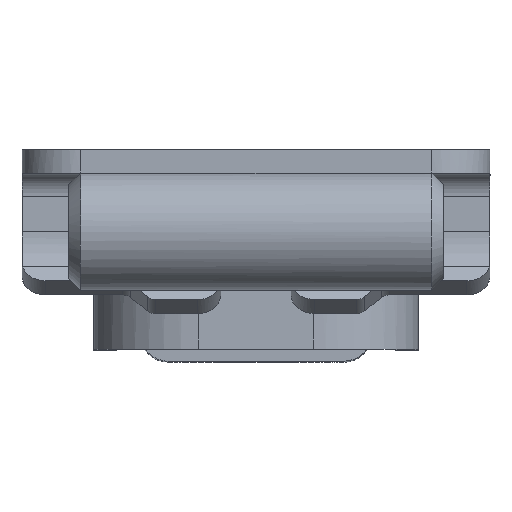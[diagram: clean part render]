
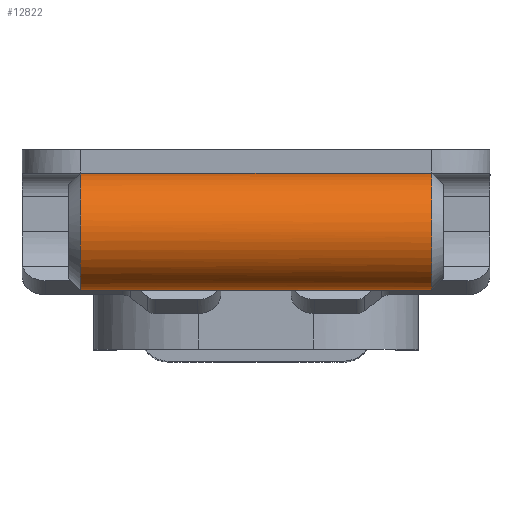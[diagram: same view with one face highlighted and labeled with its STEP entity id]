
A CAD part, top view. The second image highlights one B-rep face of the part: STEP entity #12822.
In plain terms, the highlighted free-form (B-spline) face has degree [2, 1] with [7, 2] control points.
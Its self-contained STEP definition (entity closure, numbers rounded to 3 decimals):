
#12554=CARTESIAN_POINT('',(15.,-12.,49.544));
#12555=VERTEX_POINT('',#12554);
#12563=CARTESIAN_POINT('',(15.,-2.,49.456));
#12564=VERTEX_POINT('',#12563);
#12570=CARTESIAN_POINT('',(15.,-7.0,54.5));
#12571=VERTEX_POINT('',#12570);
#12572=CARTESIAN_POINT('',(15.,-7.0,54.5));
#12573=CARTESIAN_POINT('',(15.,-2.,54.5));
#12574=CARTESIAN_POINT('',(15.,-2.,49.5));
#12575=CARTESIAN_POINT('',(15.,-2.,49.478));
#12576=CARTESIAN_POINT('',(15.,-2.,49.456));
#12584=(BOUNDED_CURVE()B_SPLINE_CURVE(2,(#12572,#12573,#12574,#12575,#12576),.UNSPECIFIED.,.F.,.U.)B_SPLINE_CURVE_WITH_KNOTS((3,2,3),(0.5,0.75,0.752),.UNSPECIFIED.)CURVE()GEOMETRIC_REPRESENTATION_ITEM()RATIONAL_B_SPLINE_CURVE((1.0,0.707,1.0,0.998,0.996))REPRESENTATION_ITEM(''));
#12585=EDGE_CURVE('',#12571,#12564,#12584,.T.);
#12587=CARTESIAN_POINT('',(15.,-12.,49.544));
#12588=CARTESIAN_POINT('',(15.,-11.957,54.5));
#12589=CARTESIAN_POINT('',(15.,-7.0,54.5));
#12597=(BOUNDED_CURVE()B_SPLINE_CURVE(2,(#12587,#12588,#12589),.UNSPECIFIED.,.F.,.U.)B_SPLINE_CURVE_WITH_KNOTS((3,3),(0.252,0.5),.UNSPECIFIED.)CURVE()GEOMETRIC_REPRESENTATION_ITEM()RATIONAL_B_SPLINE_CURVE((0.996,0.709,1.0))REPRESENTATION_ITEM(''));
#12598=EDGE_CURVE('',#12555,#12571,#12597,.T.);
#12682=CARTESIAN_POINT('',(-15.,-12.,49.478));
#12683=VERTEX_POINT('',#12682);
#12689=CARTESIAN_POINT('',(-15.,-7.0,54.5));
#12690=VERTEX_POINT('',#12689);
#12691=CARTESIAN_POINT('',(-15.,-7.0,54.5));
#12692=CARTESIAN_POINT('',(-15.,-11.956,54.467));
#12693=CARTESIAN_POINT('',(-15.,-12.,49.478));
#12701=(BOUNDED_CURVE()B_SPLINE_CURVE(2,(#12691,#12692,#12693),.UNSPECIFIED.,.F.,.U.)B_SPLINE_CURVE_WITH_KNOTS((3,3),(0.5,0.748),.UNSPECIFIED.)CURVE()GEOMETRIC_REPRESENTATION_ITEM()RATIONAL_B_SPLINE_CURVE((1.0,0.709,0.996))REPRESENTATION_ITEM(''));
#12702=EDGE_CURVE('',#12690,#12683,#12701,.T.);
#12704=CARTESIAN_POINT('',(-15.,-2.,49.522));
#12705=VERTEX_POINT('',#12704);
#12706=CARTESIAN_POINT('',(-15.,-2.,49.522));
#12707=CARTESIAN_POINT('',(-15.,-2.022,54.5));
#12708=CARTESIAN_POINT('',(-15.,-7.0,54.5));
#12716=(BOUNDED_CURVE()B_SPLINE_CURVE(2,(#12706,#12707,#12708),.UNSPECIFIED.,.F.,.U.)B_SPLINE_CURVE_WITH_KNOTS((3,3),(0.251,0.5),.UNSPECIFIED.)CURVE()GEOMETRIC_REPRESENTATION_ITEM()RATIONAL_B_SPLINE_CURVE((0.998,0.708,1.0))REPRESENTATION_ITEM(''));
#12717=EDGE_CURVE('',#12705,#12690,#12716,.T.);
#12784=CARTESIAN_POINT('',(15.75,-12.001,49.409));
#12785=CARTESIAN_POINT('',(15.75,-12.,49.476));
#12786=CARTESIAN_POINT('',(15.75,-11.956,54.543));
#12787=CARTESIAN_POINT('',(15.75,-6.956,54.5));
#12788=CARTESIAN_POINT('',(15.75,-1.957,54.456));
#12789=CARTESIAN_POINT('',(15.75,-2.,49.421));
#12790=CARTESIAN_POINT('',(15.75,-2.001,49.386));
#12791=CARTESIAN_POINT('',(-15.769,-12.001,49.409));
#12792=CARTESIAN_POINT('',(-15.769,-12.,49.476));
#12793=CARTESIAN_POINT('',(-15.769,-11.956,54.543));
#12794=CARTESIAN_POINT('',(-15.769,-6.956,54.5));
#12795=CARTESIAN_POINT('',(-15.769,-1.957,54.456));
#12796=CARTESIAN_POINT('',(-15.769,-2.,49.421));
#12797=CARTESIAN_POINT('',(-15.769,-2.001,49.386));
#12805=(BOUNDED_SURFACE()B_SPLINE_SURFACE(2,1,((#12784,#12791),(#12785,#12792),(#12786,#12793),(#12787,#12794),(#12788,#12795),(#12789,#12796),(#12790,#12797)),.UNSPECIFIED.,.F.,.F.,.U.)B_SPLINE_SURFACE_WITH_KNOTS((3,1,2,1,3),(2,2),(0.0,0.16,8.444,16.728,16.812),(0.0,31.519),.UNSPECIFIED.)GEOMETRIC_REPRESENTATION_ITEM()RATIONAL_B_SPLINE_SURFACE(((1.011,1.011),(1.006,1.006),(0.707,0.707),(1.0,1.0),(0.707,0.707),(1.003,1.003),(1.006,1.006)))REPRESENTATION_ITEM('')SURFACE());
#12806=ORIENTED_EDGE('',*,*,#12598,.T.);
#12807=ORIENTED_EDGE('',*,*,#12585,.T.);
#12808=CARTESIAN_POINT('',(15.,-2.,49.456));
#12809=CARTESIAN_POINT('',(-15.,-2.,49.522));
#12810=QUASI_UNIFORM_CURVE('',1,(#12808,#12809),.UNSPECIFIED.,.F.,.U.);
#12811=EDGE_CURVE('',#12564,#12705,#12810,.T.);
#12812=ORIENTED_EDGE('',*,*,#12811,.T.);
#12813=ORIENTED_EDGE('',*,*,#12717,.T.);
#12814=ORIENTED_EDGE('',*,*,#12702,.T.);
#12815=CARTESIAN_POINT('',(15.,-12.,49.544));
#12816=CARTESIAN_POINT('',(-15.,-12.,49.478));
#12817=QUASI_UNIFORM_CURVE('',1,(#12815,#12816),.UNSPECIFIED.,.F.,.U.);
#12818=EDGE_CURVE('',#12555,#12683,#12817,.T.);
#12819=ORIENTED_EDGE('',*,*,#12818,.F.);
#12820=EDGE_LOOP('',(#12806,#12807,#12812,#12813,#12814,#12819));
#12821=FACE_OUTER_BOUND('',#12820,.T.);
#12822=ADVANCED_FACE('',(#12821),#12805,.T.);
